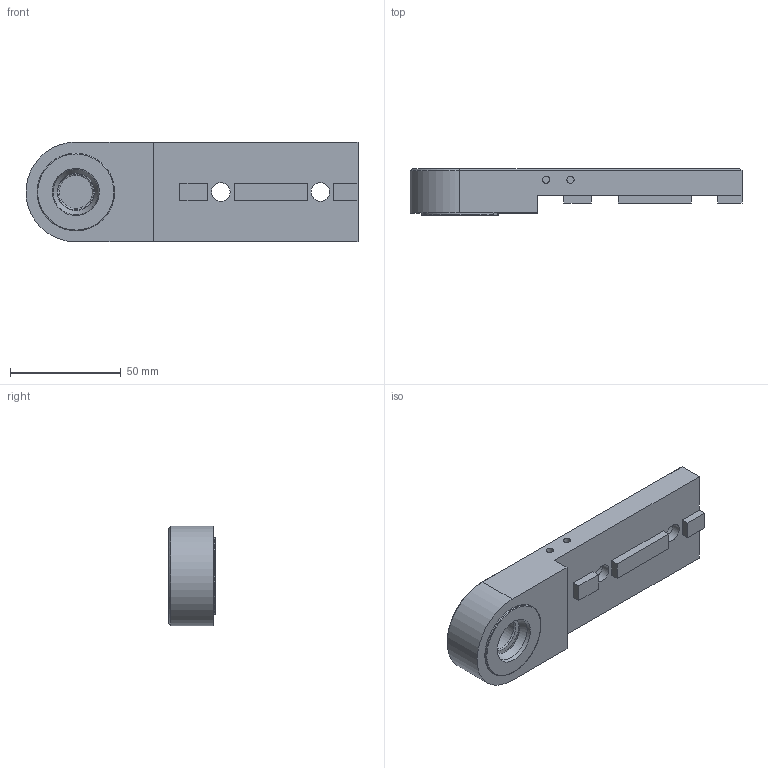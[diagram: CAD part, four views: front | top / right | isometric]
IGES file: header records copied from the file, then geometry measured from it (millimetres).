
Global section: file name: 904501; native system: Autodesk Inventor 2018; preprocessor: unknown; author: Roudna; date: 20191004.165405; units: millimetre
Bounding box: 150 x 21 x 45 mm (x, y, z)
Volume: 87090 mm3; surface area: 32178.3 mm2
Topology: 38 solids, 38 shells, 109 faces, 307 edges, 218 vertices
Faces by surface type: bspline 109
